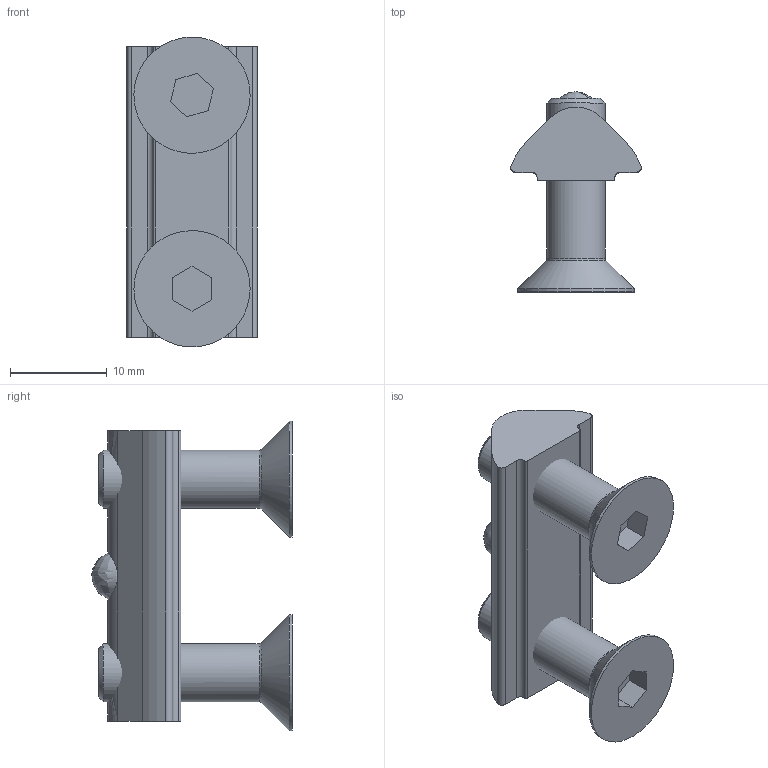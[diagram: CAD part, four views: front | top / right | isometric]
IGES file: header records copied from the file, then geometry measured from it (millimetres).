
Global section: file name: SZ0791V_A; native system: Autodesk Inventor 2015; preprocessor: unknown; author: M. Boeke; date: 20151120.110926; units: millimetre
Bounding box: 13.47 x 20.69 x 31.99 mm (x, y, z)
Volume: 3057.8 mm3; surface area: 2796.4 mm2
Topology: 5 solids, 5 shells, 56 faces, 142 edges, 97 vertices
Faces by surface type: bspline 56
